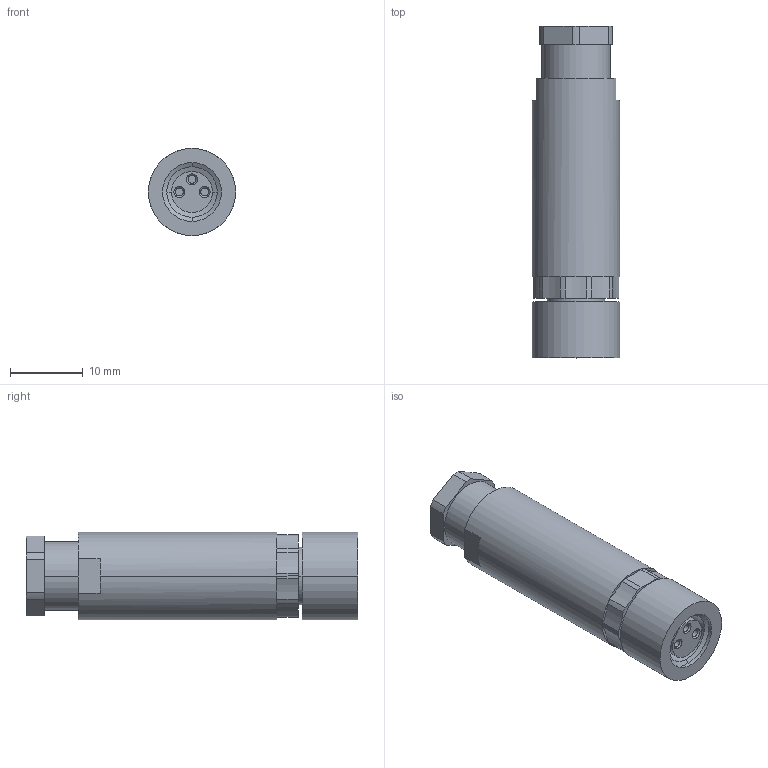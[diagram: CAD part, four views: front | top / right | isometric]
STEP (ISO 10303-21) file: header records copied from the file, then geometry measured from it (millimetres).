
FILE_DESCRIPTION(/* description */ ('Alibre Inc.'),/* implementation_level */ '2;1');
FILE_NAME(/* name */ 'export-78C4574D-08A8-48A3-AA1A-258364B837D0',/* time_stamp */ '2020-08-05T15:42:47+02:00',/* author */ (''),/* organization */ (''),/* preprocessor_version */ 'ST-DEVELOPER v17',/* originating_system */ 'Alibre',/* authorisation */ '');
FILE_SCHEMA (('AUTOMOTIVE_DESIGN'));
Length unit declared in the file: millimetre
Products named in the file (2): SACC_M_8FS_3CON_M_SW-select
Bounding box: 12 x 45.7 x 12 mm (x, y, z)
Volume: 4713.2 mm3; surface area: 2309.9 mm2
Topology: 1 solids, 1 shells, 80 faces, 216 edges, 147 vertices
Faces by surface type: cylinder 47, plane 23, cone 10
Entity records: 2706 total; most frequent: DIRECTION 480, CARTESIAN_POINT 443, ORIENTED_EDGE 432, EDGE_CURVE 216, AXIS2_PLACEMENT_3D 207, VERTEX_POINT 147, CIRCLE 125, VECTOR 89
